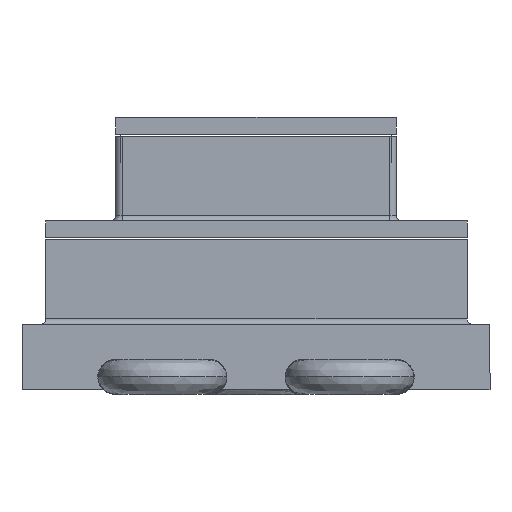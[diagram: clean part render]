
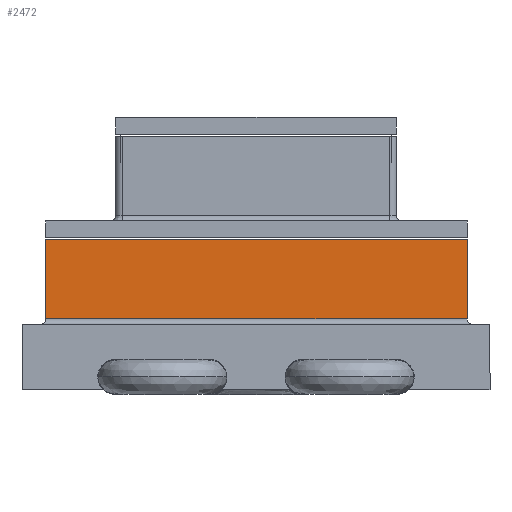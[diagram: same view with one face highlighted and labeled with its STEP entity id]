
A CAD part, left-side view. The second image highlights one B-rep face of the part: STEP entity #2472.
In plain terms, the highlighted planar face has unit normal (-1, 0, 0).
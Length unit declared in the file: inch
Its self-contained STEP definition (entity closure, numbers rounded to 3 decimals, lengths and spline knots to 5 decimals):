
#221 = DIRECTION ( 'NONE',  ( 0., 0., -1. ) ) ;
#349 = VECTOR ( 'NONE', #714, 39.37008 ) ;
#460 = DIRECTION ( 'NONE',  ( 0., 0., -1. ) ) ;
#470 = VERTEX_POINT ( 'NONE', #1005 ) ;
#643 = FACE_OUTER_BOUND ( 'NONE', #2227, .T. ) ;
#669 = ORIENTED_EDGE ( 'NONE', *, *, #2661, .F. ) ;
#714 = DIRECTION ( 'NONE',  ( 0., 0., -1. ) ) ;
#809 = VERTEX_POINT ( 'NONE', #1264 ) ;
#1001 = EDGE_CURVE ( 'NONE', #470, #809, #1927, .T. ) ;
#1005 = CARTESIAN_POINT ( 'NONE',  ( 15.39855, 1.44434, 2.60323 ) ) ;
#1264 = CARTESIAN_POINT ( 'NONE',  ( 15.39856, 1.44434, 1.75518 ) ) ;
#1278 = VERTEX_POINT ( 'NONE', #1599 ) ;
#1307 = VECTOR ( 'NONE', #2426, 39.37008 ) ;
#1331 = CARTESIAN_POINT ( 'NONE',  ( 15.39855, 1.44434, 2.60323 ) ) ;
#1357 = LINE ( 'NONE', #2588, #2780 ) ;
#1409 = DIRECTION ( 'NONE',  ( 0., -1., 0. ) ) ;
#1599 = CARTESIAN_POINT ( 'NONE',  ( 15.39856, 5.94433, 1.75518 ) ) ;
#1652 = EDGE_CURVE ( 'NONE', #3148, #1278, #2239, .T. ) ;
#1927 = LINE ( 'NONE', #1331, #349 ) ;
#2014 = ORIENTED_EDGE ( 'NONE', *, *, #1001, .F. ) ;
#2134 = CARTESIAN_POINT ( 'NONE',  ( 15.39855, 5.94434, 2.60316 ) ) ;
#2227 = EDGE_LOOP ( 'NONE', ( #669, #3526, #2968, #2014 ) ) ;
#2239 = LINE ( 'NONE', #2134, #2997 ) ;
#2312 = CARTESIAN_POINT ( 'NONE',  ( 15.39855, 5.94434, 2.60323 ) ) ;
#2405 = PLANE ( 'NONE',  #2764 ) ;
#2426 = DIRECTION ( 'NONE',  ( 0., -1., 0. ) ) ;
#2472 = ADVANCED_FACE ( 'NONE', ( #643 ), #2405, .F. ) ;
#2486 = CARTESIAN_POINT ( 'NONE',  ( 15.39855, 6.00768, 2.60323 ) ) ;
#2491 = EDGE_CURVE ( 'NONE', #1278, #809, #2827, .T. ) ;
#2588 = CARTESIAN_POINT ( 'NONE',  ( 15.39855, 6.00768, 2.60323 ) ) ;
#2661 = EDGE_CURVE ( 'NONE', #3148, #470, #1357, .T. ) ;
#2764 = AXIS2_PLACEMENT_3D ( 'NONE', #2486, #3022, #460 ) ;
#2776 = CARTESIAN_POINT ( 'NONE',  ( 15.39856, 6.00768, 1.75518 ) ) ;
#2780 = VECTOR ( 'NONE', #1409, 39.37008 ) ;
#2827 = LINE ( 'NONE', #2776, #1307 ) ;
#2968 = ORIENTED_EDGE ( 'NONE', *, *, #2491, .T. ) ;
#2997 = VECTOR ( 'NONE', #221, 39.37008 ) ;
#3022 = DIRECTION ( 'NONE',  ( 1., 0., 0. ) ) ;
#3148 = VERTEX_POINT ( 'NONE', #2312 ) ;
#3526 = ORIENTED_EDGE ( 'NONE', *, *, #1652, .T. ) ;
